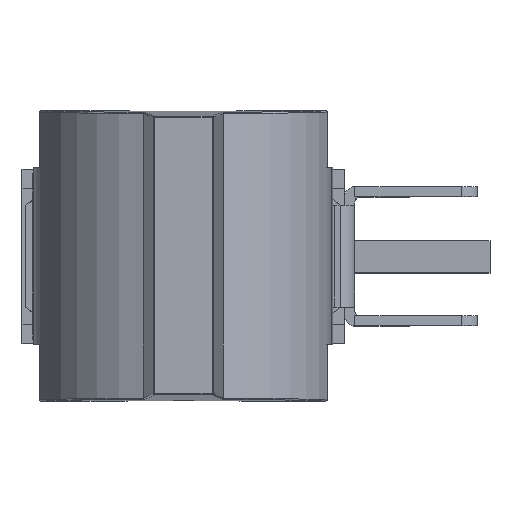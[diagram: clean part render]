
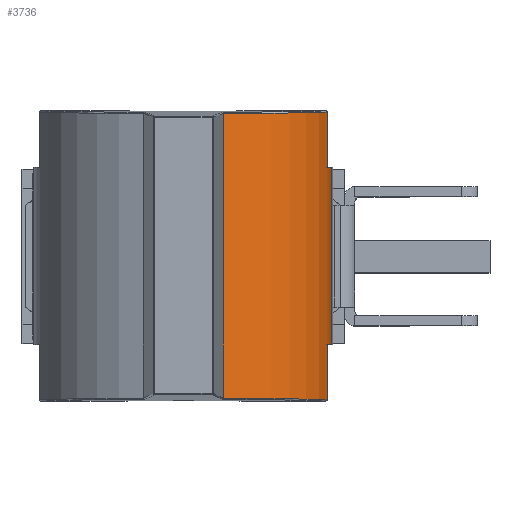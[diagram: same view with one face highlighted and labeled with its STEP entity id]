
A CAD part, top view. The second image highlights one B-rep face of the part: STEP entity #3736.
In plain terms, the highlighted cylindrical face has radius 5.84 mm (diameter 11.68 mm), a partial arc.
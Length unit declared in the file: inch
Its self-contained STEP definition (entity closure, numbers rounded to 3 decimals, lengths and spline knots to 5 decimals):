
#3288=CARTESIAN_POINT('',(0.06202,0.2205,0.74817));
#3289=VERTEX_POINT('',#3288);
#3351=CARTESIAN_POINT('',(0.22282,0.22304,0.58346));
#3352=VERTEX_POINT('',#3351);
#3378=CARTESIAN_POINT('',(0.,0.22391,0.52677));
#3379=DIRECTION('',(0.,1.,0.015));
#3380=DIRECTION('',(0.,-0.015,1.));
#3381=AXIS2_PLACEMENT_3D('',#3378,#3379,#3380);
#3382=ELLIPSE('',#3381,0.22995,0.22992);
#3383=EDGE_CURVE('',#3289,#3352,#3382,.T.);
#3503=CARTESIAN_POINT('',(0.06202,-0.2205,0.74817));
#3504=VERTEX_POINT('',#3503);
#3590=CARTESIAN_POINT('',(0.22282,-0.22304,0.58346));
#3591=VERTEX_POINT('',#3590);
#3607=CARTESIAN_POINT('',(0.,-0.22391,0.52677));
#3608=DIRECTION('',(0.,-1.,0.015));
#3609=DIRECTION('',(0.,0.015,1.));
#3610=AXIS2_PLACEMENT_3D('',#3607,#3608,#3609);
#3611=ELLIPSE('',#3610,0.22995,0.22992);
#3612=EDGE_CURVE('',#3591,#3504,#3611,.T.);
#3657=CARTESIAN_POINT('',(0.22282,0.1374,0.58346));
#3658=VERTEX_POINT('',#3657);
#3659=CARTESIAN_POINT('',(0.22282,0.1374,0.58346));
#3660=DIRECTION('',(0.0,1.0,0.0));
#3661=VECTOR('',#3660,0.08564);
#3662=LINE('',#3659,#3661);
#3663=EDGE_CURVE('',#3658,#3352,#3662,.T.);
#3684=CARTESIAN_POINT('',(0.06202,-0.22049,0.74817));
#3685=DIRECTION('',(0.0,1.0,0.0));
#3686=VECTOR('',#3685,0.44099);
#3687=LINE('',#3684,#3686);
#3688=EDGE_CURVE('',#3504,#3289,#3687,.T.);
#3693=CARTESIAN_POINT('',(0.,-0.225,0.52677));
#3694=DIRECTION('',(0.0,1.0,0.0));
#3695=DIRECTION('',(-0.788,0.0,-0.616));
#3696=AXIS2_PLACEMENT_3D('',#3693,#3694,#3695);
#3697=CYLINDRICAL_SURFACE('',#3696,0.22992);
#3698=ORIENTED_EDGE('',*,*,#3612,.F.);
#3699=CARTESIAN_POINT('',(0.22282,-0.1374,0.58346));
#3700=VERTEX_POINT('',#3699);
#3701=CARTESIAN_POINT('',(0.22282,-0.22304,0.58346));
#3702=DIRECTION('',(0.0,1.0,0.0));
#3703=VECTOR('',#3702,0.08564);
#3704=LINE('',#3701,#3703);
#3705=EDGE_CURVE('',#3591,#3700,#3704,.T.);
#3706=ORIENTED_EDGE('',*,*,#3705,.T.);
#3707=CARTESIAN_POINT('',(0.22983,-0.1374,0.53333));
#3708=VERTEX_POINT('',#3707);
#3709=CARTESIAN_POINT('',(0.,-0.1374,0.52677));
#3710=DIRECTION('',(0.0,1.0,0.0));
#3711=DIRECTION('',(0.27,0.0,0.963));
#3712=AXIS2_PLACEMENT_3D('',#3709,#3710,#3711);
#3713=CIRCLE('',#3712,0.22992);
#3714=EDGE_CURVE('',#3700,#3708,#3713,.T.);
#3715=ORIENTED_EDGE('',*,*,#3714,.T.);
#3716=CARTESIAN_POINT('',(0.22983,0.1374,0.53333));
#3717=VERTEX_POINT('',#3716);
#3718=CARTESIAN_POINT('',(0.22983,-0.1374,0.53333));
#3719=DIRECTION('',(0.0,1.0,0.0));
#3720=VECTOR('',#3719,0.2748);
#3721=LINE('',#3718,#3720);
#3722=EDGE_CURVE('',#3708,#3717,#3721,.T.);
#3723=ORIENTED_EDGE('',*,*,#3722,.T.);
#3724=CARTESIAN_POINT('',(0.,0.1374,0.52677));
#3725=DIRECTION('',(0.0,-1.0,0.0));
#3726=DIRECTION('',(0.27,0.0,0.963));
#3727=AXIS2_PLACEMENT_3D('',#3724,#3725,#3726);
#3728=CIRCLE('',#3727,0.22992);
#3729=EDGE_CURVE('',#3717,#3658,#3728,.T.);
#3730=ORIENTED_EDGE('',*,*,#3729,.T.);
#3731=ORIENTED_EDGE('',*,*,#3663,.T.);
#3732=ORIENTED_EDGE('',*,*,#3383,.F.);
#3733=ORIENTED_EDGE('',*,*,#3688,.F.);
#3734=EDGE_LOOP('',(#3698,#3706,#3715,#3723,#3730,#3731,#3732,#3733));
#3735=FACE_OUTER_BOUND('',#3734,.T.);
#3736=ADVANCED_FACE('',(#3735),#3697,.T.);
